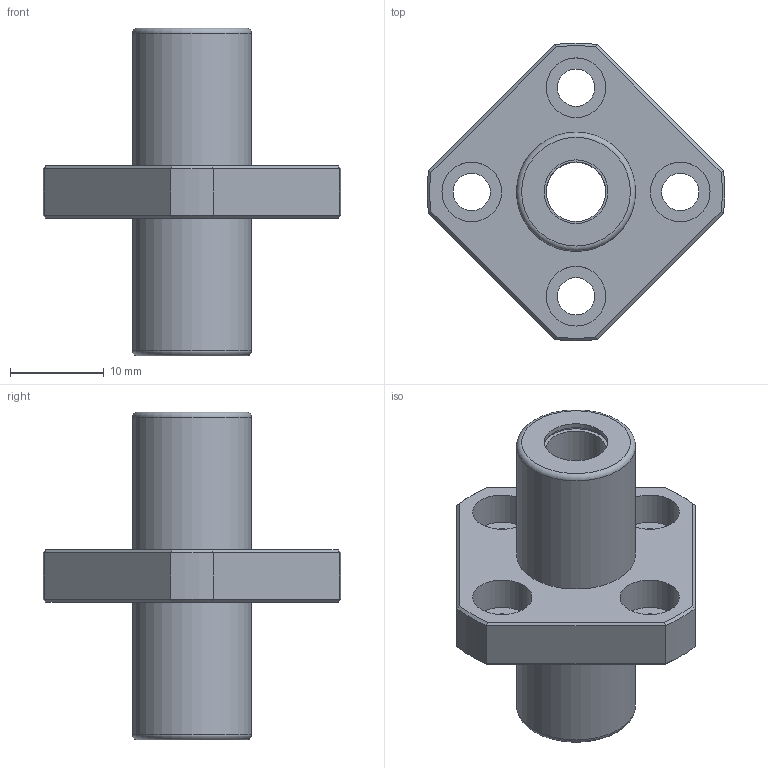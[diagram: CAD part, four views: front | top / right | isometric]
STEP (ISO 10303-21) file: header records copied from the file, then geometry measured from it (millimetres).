
FILE_DESCRIPTION(/* description */ ('STEP AP203'),/* implementation_level */ '2;1');
FILE_NAME(/* name */ 'LMBKM4LUU',/* time_stamp */ '2022-08-19T09:24:21+02:00',/* author */ ('License CC BY-ND 4.0'),/* organization */ ('CADENAS'),/* preprocessor_version */ 'ST-DEVELOPER v18.102',/* originating_system */ 'PARTsolutions',/* authorisation */ ' ');
FILE_SCHEMA (('CONFIG_CONTROL_DESIGN'));
Length unit declared in the file: millimetre
Products named in the file (1): LMBKM4LUU
Bounding box: 31.71 x 31.71 x 34.92 mm (x, y, z)
Volume: 5524.3 mm3; surface area: 3837.9 mm2
Topology: 1 solids, 1 shells, 53 faces, 107 edges, 66 vertices
Faces by surface type: plane 24, cylinder 19, cone 8, torus 2
Full cylindrical faces by diameter (mm): 3.969 x4, 6.35 x5, 6.8 x2, 7.2 x2, 12.7 x2
Entity records: 1344 total; most frequent: CARTESIAN_POINT 254, DIRECTION 228, ORIENTED_EDGE 176, AXIS2_PLACEMENT_3D 102, EDGE_LOOP 90, FACE_BOUND 90, EDGE_CURVE 88, VERTEX_POINT 64
